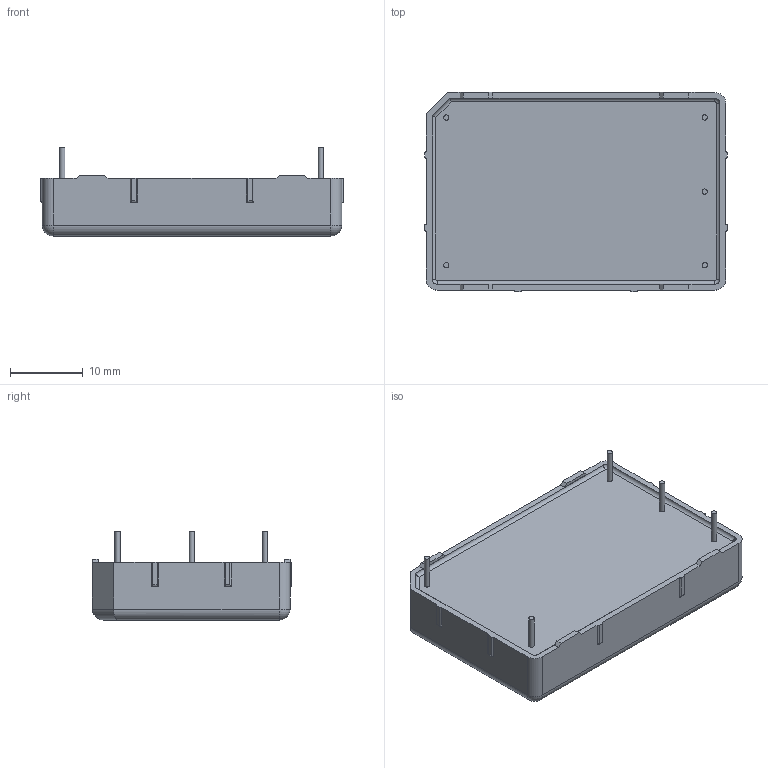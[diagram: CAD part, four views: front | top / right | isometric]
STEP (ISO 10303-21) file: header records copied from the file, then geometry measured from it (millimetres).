
FILE_DESCRIPTION(/* description */ ('Alibre Inc.'),/* implementation_level */ '2;1');
FILE_NAME(/* name */ 'export0',/* time_stamp */ '2011-08-09T14:38:56+02:00',/* author */ (''),/* organization */ (''),/* preprocessor_version */ 'ST-DEVELOPER v12',/* originating_system */ 'Alibre',/* authorisation */ '');
FILE_SCHEMA (('AUTOMOTIVE_DESIGN'));
Length unit declared in the file: centimetre
Bounding box: 41.6 x 27.41 x 12.16 mm (x, y, z)
Volume: 1610.6 mm3; surface area: 6262.9 mm2
Topology: 1 solids, 2 shells, 413 faces, 1139 edges, 757 vertices
Faces by surface type: plane 297, cylinder 55, bspline 55, sphere 3, torus 3
Full cylindrical faces by diameter (mm): 0.69 x1, 0.699 x1, 0.73 x10, 1.35 x1, 2 x1
Entity records: 12538 total; most frequent: CARTESIAN_POINT 2759, ORIENTED_EDGE 2224, DIRECTION 1491, EDGE_CURVE 1112, VECTOR 890, LINE 890, VERTEX_POINT 747, EDGE_LOOP 465
